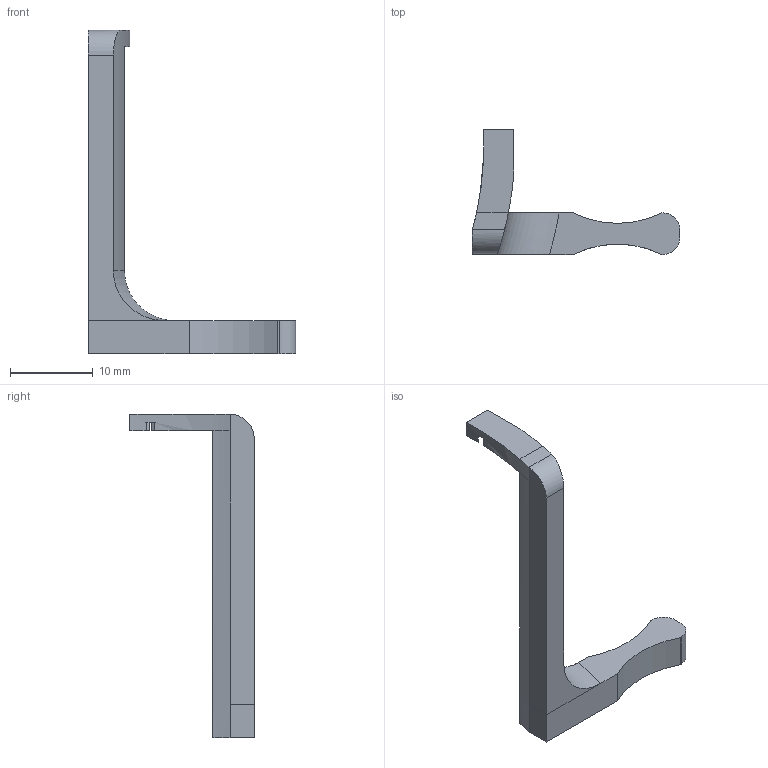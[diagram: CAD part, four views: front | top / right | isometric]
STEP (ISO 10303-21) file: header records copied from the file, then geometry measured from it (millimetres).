
FILE_DESCRIPTION(('FreeCAD Model'),'2;1');
FILE_NAME('Open CASCADE Shape Model','2024-05-18T17:56:05',('Author'),( ''),'Open CASCADE STEP processor 7.6','FreeCAD','Unknown');
FILE_SCHEMA(('AUTOMOTIVE_DESIGN { 1 0 10303 214 1 1 1 1 }'));
Length unit declared in the file: millimetre
Products named in the file (2): Screw-Mounter; Body130
Assembly tree (1 placements, depth 2):
  Screw-Mounter
    Body130
Bounding box: 25 x 15 x 39 mm (x, y, z)
Volume: 1152.2 mm3; surface area: 1160.4 mm2
Topology: 1 solids, 1 shells, 33 faces, 91 edges, 60 vertices
Faces by surface type: plane 24, cylinder 8, torus 1
Entity records: 1171 total; most frequent: CARTESIAN_POINT 275, ORIENTED_EDGE 182, DIRECTION 178, EDGE_CURVE 91, LINE 66, VECTOR 66, VERTEX_POINT 60, AXIS2_PLACEMENT_3D 56
